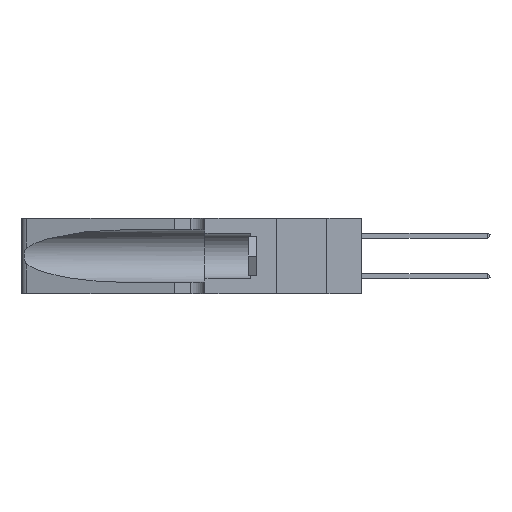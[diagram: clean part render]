
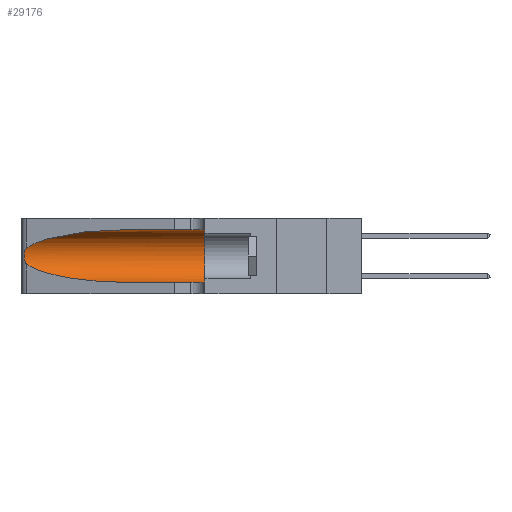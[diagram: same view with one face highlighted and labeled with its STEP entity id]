
A CAD part, left-side view. The second image highlights one B-rep face of the part: STEP entity #29176.
In plain terms, the highlighted cylindrical face has radius 3.308 mm (diameter 6.617 mm), a partial arc.
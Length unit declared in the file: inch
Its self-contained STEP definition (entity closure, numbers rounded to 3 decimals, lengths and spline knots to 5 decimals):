
#339 = VERTEX_POINT ( 'NONE', #31288 ) ;
#518 = EDGE_CURVE ( 'NONE', #32351, #6591, #8118, .T. ) ;
#646 = EDGE_LOOP ( 'NONE', ( #15966, #16072, #16815, #16880, #16984, #17397 ) ) ;
#1440 = CARTESIAN_POINT ( 'NONE',  ( 0.1305, 0.35, 0.31525 ) ) ;
#2143 = CARTESIAN_POINT ( 'NONE',  ( 0.1305, 0.72297, 0.31525 ) ) ;
#4083 = CARTESIAN_POINT ( 'NONE',  ( 0.25787, 1.23484, 0.2124 ) ) ;
#5007 = VECTOR ( 'NONE', #28164, 39.37008 ) ;
#5034 = VECTOR ( 'NONE', #22473, 39.37008 ) ;
#5488 = EDGE_CURVE ( 'NONE', #32324, #6591, #5966, .T. ) ;
#5966 = LINE ( 'NONE', #28109, #5034 ) ;
#6591 = VERTEX_POINT ( 'NONE', #33278 ) ;
#6659 = EDGE_CURVE ( 'NONE', #22526, #32351, #34141, .T. ) ;
#7012 = CARTESIAN_POINT ( 'NONE',  ( 0.26018, 1.23835, 0.19895 ) ) ;
#8118 = CIRCLE ( 'NONE', #25086, 0.13025 ) ;
#8530 = EDGE_CURVE ( 'NONE', #17171, #32324, #15735, .T. ) ;
#9076 = CARTESIAN_POINT ( 'NONE',  ( 0.25487, 1.22718, 0.14631 ) ) ;
#9896 = CARTESIAN_POINT ( 'NONE',  ( 0.26075, 1.23896, 0.178 ) ) ;
#11147 = CARTESIAN_POINT ( 'NONE',  ( 0.18966, 0.96281, 0.31525 ) ) ;
#12760 = CARTESIAN_POINT ( 'NONE',  ( 0.25856, 1.23593, 0.16098 ) ) ;
#13024 = B_SPLINE_CURVE_WITH_KNOTS ( 'NONE', 3,
 ( #32264, #21021, #21136, #4083, #23960, #7012, #26756, #9896, #29559, #12760, #32384, #15609, #35174, #18417 ),
 .UNSPECIFIED., .F., .F.,
 ( 4, 2, 2, 2, 2, 2, 4 ),
 ( 0., 0.00027, 0.00053, 0.00107, 0.0016, 0.00187, 0.00214 ),
 .UNSPECIFIED. ) ;
#14036 = CARTESIAN_POINT ( 'NONE',  ( 0.25487, 1.22718, 0.22369 ) ) ;
#15609 = CARTESIAN_POINT ( 'NONE',  ( 0.25639, 1.23186, 0.15144 ) ) ;
#15735 =( BOUNDED_CURVE ( )  B_SPLINE_CURVE ( 3, ( #9076, #31710, #23285, #34515 ),
 .UNSPECIFIED., .F., .T. ) 
 B_SPLINE_CURVE_WITH_KNOTS ( ( 4, 4 ),
 ( 3.44316, 4.71239 ),
 .UNSPECIFIED. ) 
 CURVE ( )  GEOMETRIC_REPRESENTATION_ITEM ( )  RATIONAL_B_SPLINE_CURVE ( ( 1., 0.87, 0.87, 1. ) ) 
 REPRESENTATION_ITEM ( '' )  );
#15966 = ORIENTED_EDGE ( 'NONE', *, *, #19189, .T. ) ;
#16069 = FACE_OUTER_BOUND ( 'NONE', #646, .T. ) ;
#16072 = ORIENTED_EDGE ( 'NONE', *, *, #31262, .T. ) ;
#16815 = ORIENTED_EDGE ( 'NONE', *, *, #8530, .T. ) ;
#16880 = ORIENTED_EDGE ( 'NONE', *, *, #5488, .T. ) ;
#16984 = ORIENTED_EDGE ( 'NONE', *, *, #518, .F. ) ;
#17171 = VERTEX_POINT ( 'NONE', #25187 ) ;
#17397 = ORIENTED_EDGE ( 'NONE', *, *, #6659, .F. ) ;
#18417 = CARTESIAN_POINT ( 'NONE',  ( 0.25487, 1.22718, 0.14631 ) ) ;
#18441 = CARTESIAN_POINT ( 'NONE',  ( 0.1305, 0.72297, 0.05475 ) ) ;
#19189 = EDGE_CURVE ( 'NONE', #22526, #339, #26053, .T. ) ;
#19662 = CARTESIAN_POINT ( 'NONE',  ( 0.1305, 1.61858, 0.31525 ) ) ;
#21021 = CARTESIAN_POINT ( 'NONE',  ( 0.25555, 1.22994, 0.2215 ) ) ;
#21136 = CARTESIAN_POINT ( 'NONE',  ( 0.25639, 1.23184, 0.21858 ) ) ;
#22473 = DIRECTION ( 'NONE',  ( 0., -1., 0. ) ) ;
#22526 = VERTEX_POINT ( 'NONE', #2143 ) ;
#23206 = AXIS2_PLACEMENT_3D ( 'NONE', #31655, #28962, #23343 ) ;
#23285 = CARTESIAN_POINT ( 'NONE',  ( 0.18966, 0.96281, 0.05475 ) ) ;
#23343 = DIRECTION ( 'NONE',  ( 0., 0., -1. ) ) ;
#23960 = CARTESIAN_POINT ( 'NONE',  ( 0.25854, 1.2359, 0.20912 ) ) ;
#25086 = AXIS2_PLACEMENT_3D ( 'NONE', #25742, #25623, #25381 ) ;
#25187 = CARTESIAN_POINT ( 'NONE',  ( 0.25487, 1.22718, 0.14631 ) ) ;
#25381 = DIRECTION ( 'NONE',  ( 0., 0., 1. ) ) ;
#25623 = DIRECTION ( 'NONE',  ( 0., 1., 0. ) ) ;
#25742 = CARTESIAN_POINT ( 'NONE',  ( 0.1305, 0.35, 0.185 ) ) ;
#26053 =( BOUNDED_CURVE ( )  B_SPLINE_CURVE ( 3, ( #28013, #11147, #30810, #14036 ),
 .UNSPECIFIED., .F., .T. ) 
 B_SPLINE_CURVE_WITH_KNOTS ( ( 4, 4 ),
 ( 1.5708, 2.84003 ),
 .UNSPECIFIED. ) 
 CURVE ( )  GEOMETRIC_REPRESENTATION_ITEM ( )  RATIONAL_B_SPLINE_CURVE ( ( 1., 0.87, 0.87, 1. ) ) 
 REPRESENTATION_ITEM ( '' )  );
#26756 = CARTESIAN_POINT ( 'NONE',  ( 0.26075, 1.23896, 0.19203 ) ) ;
#28013 = CARTESIAN_POINT ( 'NONE',  ( 0.1305, 0.72297, 0.31525 ) ) ;
#28109 = CARTESIAN_POINT ( 'NONE',  ( 0.1305, 1.61858, 0.05475 ) ) ;
#28164 = DIRECTION ( 'NONE',  ( 0., -1., 0. ) ) ;
#28962 = DIRECTION ( 'NONE',  ( 0., -1., 0. ) ) ;
#29176 = ADVANCED_FACE ( 'NONE', ( #16069 ), #30071, .F. ) ;
#29559 = CARTESIAN_POINT ( 'NONE',  ( 0.26017, 1.23833, 0.17102 ) ) ;
#30071 = CYLINDRICAL_SURFACE ( 'NONE', #23206, 0.13025 ) ;
#30810 = CARTESIAN_POINT ( 'NONE',  ( 0.2373, 1.15595, 0.28018 ) ) ;
#31262 = EDGE_CURVE ( 'NONE', #339, #17171, #13024, .T. ) ;
#31288 = CARTESIAN_POINT ( 'NONE',  ( 0.25487, 1.22718, 0.22369 ) ) ;
#31655 = CARTESIAN_POINT ( 'NONE',  ( 0.1305, 1.61858, 0.185 ) ) ;
#31710 = CARTESIAN_POINT ( 'NONE',  ( 0.2373, 1.15595, 0.08982 ) ) ;
#32264 = CARTESIAN_POINT ( 'NONE',  ( 0.25487, 1.22718, 0.22369 ) ) ;
#32324 = VERTEX_POINT ( 'NONE', #18441 ) ;
#32351 = VERTEX_POINT ( 'NONE', #1440 ) ;
#32384 = CARTESIAN_POINT ( 'NONE',  ( 0.25789, 1.23486, 0.15765 ) ) ;
#33278 = CARTESIAN_POINT ( 'NONE',  ( 0.1305, 0.35, 0.05475 ) ) ;
#34141 = LINE ( 'NONE', #19662, #5007 ) ;
#34515 = CARTESIAN_POINT ( 'NONE',  ( 0.1305, 0.72297, 0.05475 ) ) ;
#35174 = CARTESIAN_POINT ( 'NONE',  ( 0.25555, 1.22993, 0.14849 ) ) ;
